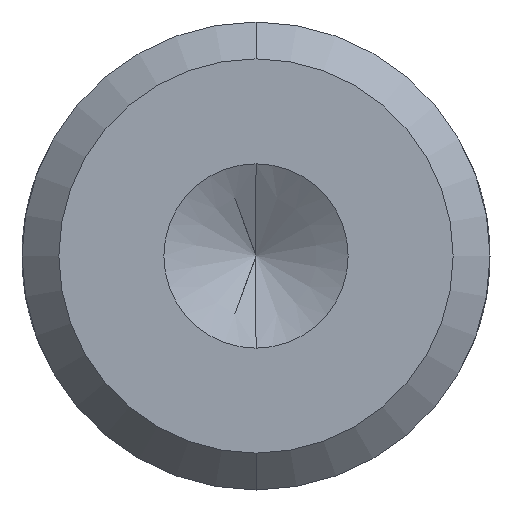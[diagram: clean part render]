
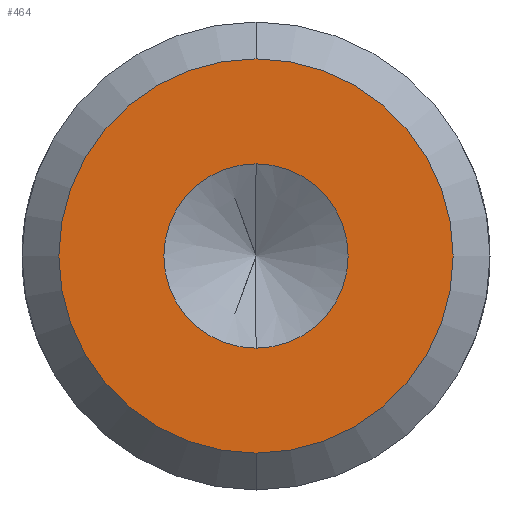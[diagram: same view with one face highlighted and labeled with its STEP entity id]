
A CAD part, front view. The second image highlights one B-rep face of the part: STEP entity #464.
In plain terms, the highlighted planar face has unit normal (0, -1, 0).
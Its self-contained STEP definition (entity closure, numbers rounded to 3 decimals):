
#1 = CIRCLE ( 'NONE', #202, 5.35 ) ;
#26 = AXIS2_PLACEMENT_3D ( 'NONE', #604, #55, #212 ) ;
#49 = EDGE_CURVE ( 'NONE', #734, #961, #1, .T. ) ;
#51 = AXIS2_PLACEMENT_3D ( 'NONE', #676, #753, #360 ) ;
#55 = DIRECTION ( 'NONE',  ( 0., -1., 0. ) ) ;
#77 = PLANE ( 'NONE',  #495 ) ;
#84 = VERTEX_POINT ( 'NONE', #488 ) ;
#89 = CARTESIAN_POINT ( 'NONE',  ( 0., 0., 0. ) ) ;
#115 = FACE_BOUND ( 'NONE', #658, .T. ) ;
#142 = DIRECTION ( 'NONE',  ( 0., 0., 1. ) ) ;
#202 = AXIS2_PLACEMENT_3D ( 'NONE', #89, #409, #474 ) ;
#212 = DIRECTION ( 'NONE',  ( 0., 0., -1. ) ) ;
#235 = EDGE_CURVE ( 'NONE', #84, #852, #544, .T. ) ;
#262 = ORIENTED_EDGE ( 'NONE', *, *, #49, .T. ) ;
#290 = EDGE_CURVE ( 'NONE', #961, #734, #607, .T. ) ;
#296 = CARTESIAN_POINT ( 'NONE',  ( 0., 0., 0. ) ) ;
#360 = DIRECTION ( 'NONE',  ( 0., 0., -1. ) ) ;
#372 = ORIENTED_EDGE ( 'NONE', *, *, #290, .T. ) ;
#374 = CIRCLE ( 'NONE', #51, 2.5 ) ;
#377 = DIRECTION ( 'NONE',  ( 0., -1., 0. ) ) ;
#409 = DIRECTION ( 'NONE',  ( 0., -1., 0. ) ) ;
#464 = ADVANCED_FACE ( 'NONE', ( #115, #883 ), #77, .F. ) ;
#474 = DIRECTION ( 'NONE',  ( 0., 0., -1. ) ) ;
#484 = EDGE_LOOP ( 'NONE', ( #372, #262 ) ) ;
#488 = CARTESIAN_POINT ( 'NONE',  ( 0., 0., -2.5 ) ) ;
#495 = AXIS2_PLACEMENT_3D ( 'NONE', #296, #854, #142 ) ;
#544 = CIRCLE ( 'NONE', #619, 2.5 ) ;
#604 = CARTESIAN_POINT ( 'NONE',  ( 0., 0., 0. ) ) ;
#607 = CIRCLE ( 'NONE', #26, 5.35 ) ;
#619 = AXIS2_PLACEMENT_3D ( 'NONE', #771, #377, #760 ) ;
#658 = EDGE_LOOP ( 'NONE', ( #705, #709 ) ) ;
#676 = CARTESIAN_POINT ( 'NONE',  ( 0., 0., 0. ) ) ;
#705 = ORIENTED_EDGE ( 'NONE', *, *, #235, .F. ) ;
#709 = ORIENTED_EDGE ( 'NONE', *, *, #956, .F. ) ;
#734 = VERTEX_POINT ( 'NONE', #929 ) ;
#735 = CARTESIAN_POINT ( 'NONE',  ( 0., 0., 5.35 ) ) ;
#753 = DIRECTION ( 'NONE',  ( 0., -1., 0. ) ) ;
#760 = DIRECTION ( 'NONE',  ( 0., 0., -1. ) ) ;
#771 = CARTESIAN_POINT ( 'NONE',  ( 0., 0., 0. ) ) ;
#852 = VERTEX_POINT ( 'NONE', #952 ) ;
#854 = DIRECTION ( 'NONE',  ( 0., 1., 0. ) ) ;
#883 = FACE_OUTER_BOUND ( 'NONE', #484, .T. ) ;
#929 = CARTESIAN_POINT ( 'NONE',  ( 0., 0., -5.35 ) ) ;
#952 = CARTESIAN_POINT ( 'NONE',  ( 0., 0., 2.5 ) ) ;
#956 = EDGE_CURVE ( 'NONE', #852, #84, #374, .T. ) ;
#961 = VERTEX_POINT ( 'NONE', #735 ) ;
